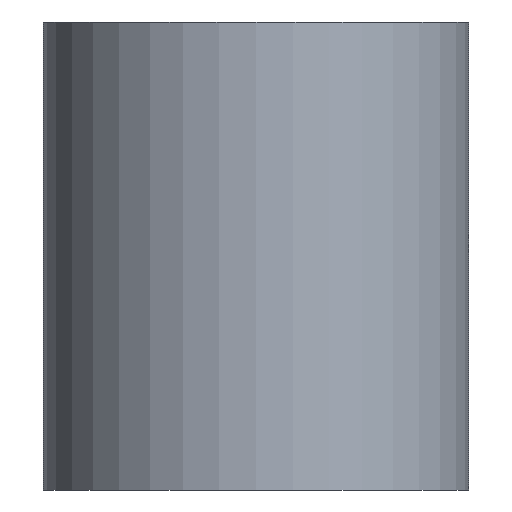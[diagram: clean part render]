
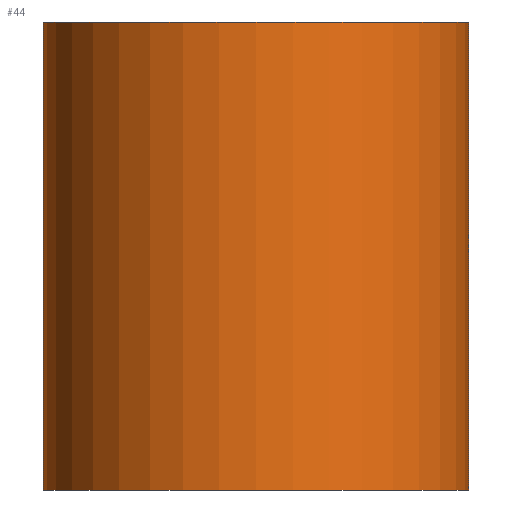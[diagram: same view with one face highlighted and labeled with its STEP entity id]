
A CAD part, front view. The second image highlights one B-rep face of the part: STEP entity #44.
In plain terms, the highlighted cylindrical face has radius 5 mm (diameter 10 mm), a partial arc.
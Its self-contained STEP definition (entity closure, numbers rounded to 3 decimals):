
#5 = EDGE_CURVE ( 'NONE', #309, #323, #70, .T. ) ;
#18 = EDGE_CURVE ( 'NONE', #204, #238, #60, .T. ) ;
#26 = EDGE_CURVE ( 'NONE', #323, #238, #340, .T. ) ;
#27 = EDGE_CURVE ( 'NONE', #309, #204, #343, .T. ) ;
#44 = ADVANCED_FACE ( 'NONE', ( #110 ), #108, .T. ) ;
#60 = CIRCLE ( 'NONE', #153, 5. ) ;
#70 = CIRCLE ( 'NONE', #138, 5. ) ;
#77 = VECTOR ( 'NONE', #345, 1000. ) ;
#79 = AXIS2_PLACEMENT_3D ( 'NONE', #396, #397, #398 ) ;
#83 = VECTOR ( 'NONE', #342, 1000. ) ;
#108 = CYLINDRICAL_SURFACE ( 'NONE', #79, 5. ) ;
#110 = FACE_OUTER_BOUND ( 'NONE', #178, .T. ) ;
#138 = AXIS2_PLACEMENT_3D ( 'NONE', #303, #220, #250 ) ;
#153 = AXIS2_PLACEMENT_3D ( 'NONE', #291, #196, #253 ) ;
#178 = EDGE_LOOP ( 'NONE', ( #256, #211, #259, #261 ) ) ;
#196 = DIRECTION ( 'NONE',  ( 0., 0., 1. ) ) ;
#204 = VERTEX_POINT ( 'NONE', #449 ) ;
#211 = ORIENTED_EDGE ( 'NONE', *, *, #26, .F. ) ;
#220 = DIRECTION ( 'NONE',  ( 0., 0., 1. ) ) ;
#238 = VERTEX_POINT ( 'NONE', #455 ) ;
#250 = DIRECTION ( 'NONE',  ( 1., 0., 0. ) ) ;
#253 = DIRECTION ( 'NONE',  ( 1., 0., 0. ) ) ;
#256 = ORIENTED_EDGE ( 'NONE', *, *, #18, .T. ) ;
#259 = ORIENTED_EDGE ( 'NONE', *, *, #5, .F. ) ;
#261 = ORIENTED_EDGE ( 'NONE', *, *, #27, .T. ) ;
#291 = CARTESIAN_POINT ( 'NONE',  ( 0., -8., 0. ) ) ;
#303 = CARTESIAN_POINT ( 'NONE',  ( 0., -8., 11. ) ) ;
#309 = VERTEX_POINT ( 'NONE', #461 ) ;
#323 = VERTEX_POINT ( 'NONE', #464 ) ;
#340 = LINE ( 'NONE', #341, #83 ) ;
#341 = CARTESIAN_POINT ( 'NONE',  ( 5., -8., 11. ) ) ;
#342 = DIRECTION ( 'NONE',  ( 0., 0., -1. ) ) ;
#343 = LINE ( 'NONE', #344, #77 ) ;
#344 = CARTESIAN_POINT ( 'NONE',  ( -5., -8., 11. ) ) ;
#345 = DIRECTION ( 'NONE',  ( 0., 0., -1. ) ) ;
#396 = CARTESIAN_POINT ( 'NONE',  ( 0., -8., 11. ) ) ;
#397 = DIRECTION ( 'NONE',  ( 0., 0., -1. ) ) ;
#398 = DIRECTION ( 'NONE',  ( -1., 0., 0. ) ) ;
#449 = CARTESIAN_POINT ( 'NONE',  ( -5., -8., 0. ) ) ;
#455 = CARTESIAN_POINT ( 'NONE',  ( 5., -8., 0. ) ) ;
#461 = CARTESIAN_POINT ( 'NONE',  ( -5., -8., 11. ) ) ;
#464 = CARTESIAN_POINT ( 'NONE',  ( 5., -8., 11. ) ) ;
